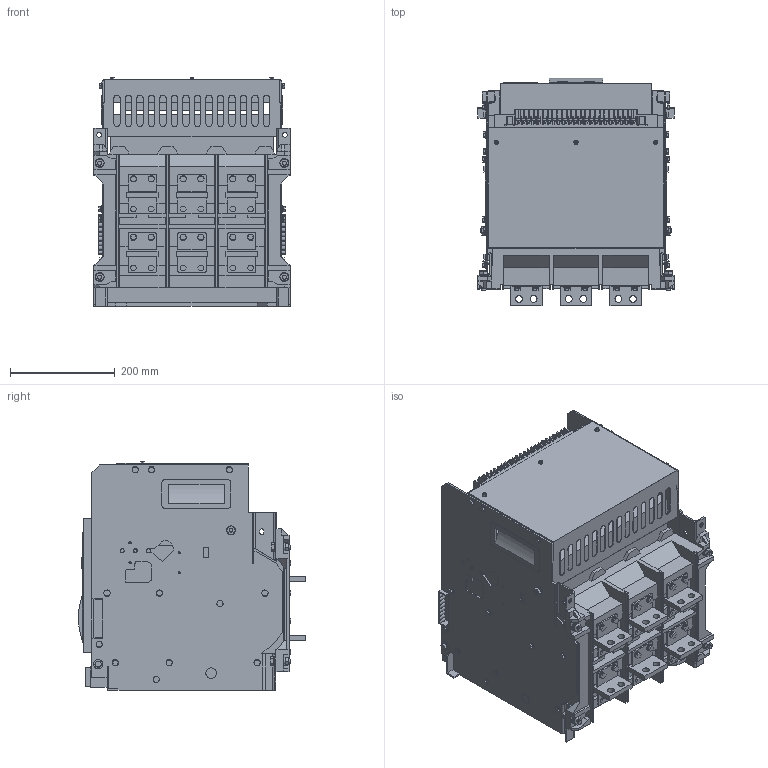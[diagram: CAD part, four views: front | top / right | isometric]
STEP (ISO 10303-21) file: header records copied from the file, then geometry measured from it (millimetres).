
FILE_DESCRIPTION(('STEP AP203'), '1');
FILE_NAME('臍99-40A 3D 1250A 10擤 禖碭噊', '', ('UNSPECIFIED'), ('UNSPECIFIED'), 'C3D Converter', 'C3D Toolkit', '');
FILE_SCHEMA(('CONFIG_CONTROL_DESIGN'));
Length unit declared in the file: millimetre
Bounding box: 375 x 435 x 437.5 mm (x, y, z)
Volume: 39458288.8 mm3; surface area: 2115873.9 mm2
Topology: 31 solids, 34 shells, 2551 faces, 6703 edges, 4261 vertices
Faces by surface type: plane 2171, cylinder 378, cone 2
Full cylindrical faces by diameter (mm): 4 x4, 6 x1, 7 x31, 7.5 x2, 8 x42, 9 x2, 10 x29, 10.5 x7, 11 x1, 12 x45, 13 x18, 14 x1, 17 x10, 18 x3, 20 x4
Entity records: 97511 total; most frequent: CARTESIAN_POINT 13521, ORIENTED_EDGE 13006, DIRECTION 12704, EDGE_CURVE 6503, LINE 5390, VECTOR 5390, VERTEX_POINT 4261, AXIS2_PLACEMENT_3D 3657
